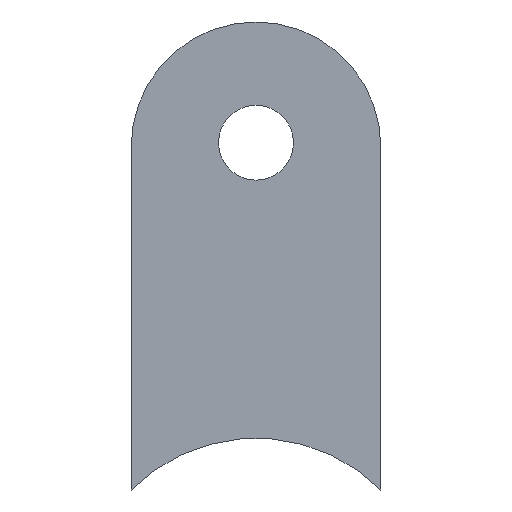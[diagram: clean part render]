
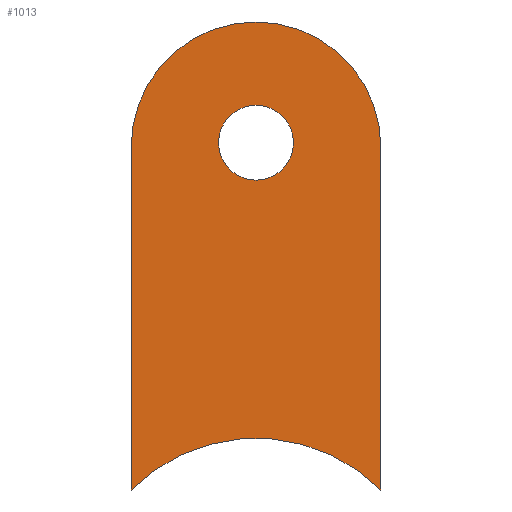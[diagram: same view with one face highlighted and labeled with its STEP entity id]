
A CAD part, left-side view. The second image highlights one B-rep face of the part: STEP entity #1013.
In plain terms, the highlighted planar face has unit normal (-1, 0, 0).
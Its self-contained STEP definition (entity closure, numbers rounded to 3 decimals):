
#422 = ORIENTED_EDGE ( 'NONE', *, *, #9564, .T. ) ;
#685 = CARTESIAN_POINT ( 'NONE',  ( -3., 0., 40. ) ) ;
#782 = CIRCLE ( 'NONE', #3203, 15. ) ;
#944 = CIRCLE ( 'NONE', #12519, 4.5 ) ;
#1013 = ADVANCED_FACE ( 'NONE', ( #11384, #9683 ), #10968, .T. ) ;
#1513 = DIRECTION ( 'NONE',  ( 0., 0., -1. ) ) ;
#2180 = VERTEX_POINT ( 'NONE', #685 ) ;
#2458 = AXIS2_PLACEMENT_3D ( 'NONE', #11529, #7575, #1513 ) ;
#2640 = EDGE_CURVE ( 'NONE', #13091, #11057, #782, .T. ) ;
#2877 = VERTEX_POINT ( 'NONE', #7347 ) ;
#2972 = CARTESIAN_POINT ( 'NONE',  ( -3., 0., 35. ) ) ;
#3159 = CARTESIAN_POINT ( 'NONE',  ( -3., 15., 35. ) ) ;
#3203 = AXIS2_PLACEMENT_3D ( 'NONE', #12297, #11167, #9275 ) ;
#3226 = CARTESIAN_POINT ( 'NONE',  ( -3., -15., -6.219 ) ) ;
#3263 = EDGE_LOOP ( 'NONE', ( #9650, #422, #8877, #5719, #5761 ) ) ;
#3292 = DIRECTION ( 'NONE',  ( 0., 0., -1. ) ) ;
#3826 = CARTESIAN_POINT ( 'NONE',  ( -3., 0., 50. ) ) ;
#3966 = AXIS2_PLACEMENT_3D ( 'NONE', #4657, #5586, #6623 ) ;
#3969 = DIRECTION ( 'NONE',  ( 0., 0., 1. ) ) ;
#3979 = VERTEX_POINT ( 'NONE', #5703 ) ;
#4503 = EDGE_CURVE ( 'NONE', #10195, #12482, #10773, .T. ) ;
#4657 = CARTESIAN_POINT ( 'NONE',  ( -3., 0., 35. ) ) ;
#4761 = EDGE_CURVE ( 'NONE', #2877, #2180, #10627, .T. ) ;
#5120 = EDGE_CURVE ( 'NONE', #3979, #13091, #9026, .T. ) ;
#5159 = AXIS2_PLACEMENT_3D ( 'NONE', #9417, #8378, #11419 ) ;
#5586 = DIRECTION ( 'NONE',  ( -1., 0., 0. ) ) ;
#5703 = CARTESIAN_POINT ( 'NONE',  ( -3., -15., 35. ) ) ;
#5719 = ORIENTED_EDGE ( 'NONE', *, *, #2640, .T. ) ;
#5761 = ORIENTED_EDGE ( 'NONE', *, *, #11650, .T. ) ;
#5914 = AXIS2_PLACEMENT_3D ( 'NONE', #2972, #6922, #8933 ) ;
#6269 = ORIENTED_EDGE ( 'NONE', *, *, #4761, .T. ) ;
#6364 = EDGE_CURVE ( 'NONE', #2180, #2877, #944, .T. ) ;
#6623 = DIRECTION ( 'NONE',  ( 0., 0., 1. ) ) ;
#6922 = DIRECTION ( 'NONE',  ( -1., 0., 0. ) ) ;
#7024 = DIRECTION ( 'NONE',  ( 1., 0., 0. ) ) ;
#7094 = CARTESIAN_POINT ( 'NONE',  ( -3., 15., 35. ) ) ;
#7161 = CARTESIAN_POINT ( 'NONE',  ( -3., -15., 0. ) ) ;
#7347 = CARTESIAN_POINT ( 'NONE',  ( -3., 0., 31. ) ) ;
#7575 = DIRECTION ( 'NONE',  ( 1., 0., 0. ) ) ;
#7583 = EDGE_LOOP ( 'NONE', ( #6269, #8049 ) ) ;
#7823 = CARTESIAN_POINT ( 'NONE',  ( -3., 15., -6.219 ) ) ;
#8000 = VECTOR ( 'NONE', #3969, 1000. ) ;
#8049 = ORIENTED_EDGE ( 'NONE', *, *, #6364, .T. ) ;
#8059 = DIRECTION ( 'NONE',  ( 0., 0., -1. ) ) ;
#8378 = DIRECTION ( 'NONE',  ( 1., 0., 0. ) ) ;
#8602 = VECTOR ( 'NONE', #3292, 1000. ) ;
#8877 = ORIENTED_EDGE ( 'NONE', *, *, #5120, .T. ) ;
#8933 = DIRECTION ( 'NONE',  ( 0., 0., 1. ) ) ;
#9026 = CIRCLE ( 'NONE', #3966, 15. ) ;
#9275 = DIRECTION ( 'NONE',  ( 0., 0., 1. ) ) ;
#9417 = CARTESIAN_POINT ( 'NONE',  ( -3., 0., -21.2 ) ) ;
#9564 = EDGE_CURVE ( 'NONE', #12482, #3979, #12421, .T. ) ;
#9650 = ORIENTED_EDGE ( 'NONE', *, *, #4503, .T. ) ;
#9683 = FACE_BOUND ( 'NONE', #7583, .T. ) ;
#10195 = VERTEX_POINT ( 'NONE', #7823 ) ;
#10376 = LINE ( 'NONE', #3159, #8602 ) ;
#10627 = CIRCLE ( 'NONE', #2458, 4.5 ) ;
#10773 = CIRCLE ( 'NONE', #5159, 21.2 ) ;
#10936 = CARTESIAN_POINT ( 'NONE',  ( -3., 0., 35.5 ) ) ;
#10968 = PLANE ( 'NONE',  #5914 ) ;
#11057 = VERTEX_POINT ( 'NONE', #7094 ) ;
#11167 = DIRECTION ( 'NONE',  ( -1., 0., 0. ) ) ;
#11384 = FACE_OUTER_BOUND ( 'NONE', #3263, .T. ) ;
#11419 = DIRECTION ( 'NONE',  ( 0., 0., -1. ) ) ;
#11529 = CARTESIAN_POINT ( 'NONE',  ( -3., 0., 35.5 ) ) ;
#11650 = EDGE_CURVE ( 'NONE', #11057, #10195, #10376, .T. ) ;
#12297 = CARTESIAN_POINT ( 'NONE',  ( -3., 0., 35. ) ) ;
#12421 = LINE ( 'NONE', #7161, #8000 ) ;
#12482 = VERTEX_POINT ( 'NONE', #3226 ) ;
#12519 = AXIS2_PLACEMENT_3D ( 'NONE', #10936, #7024, #8059 ) ;
#13091 = VERTEX_POINT ( 'NONE', #3826 ) ;
